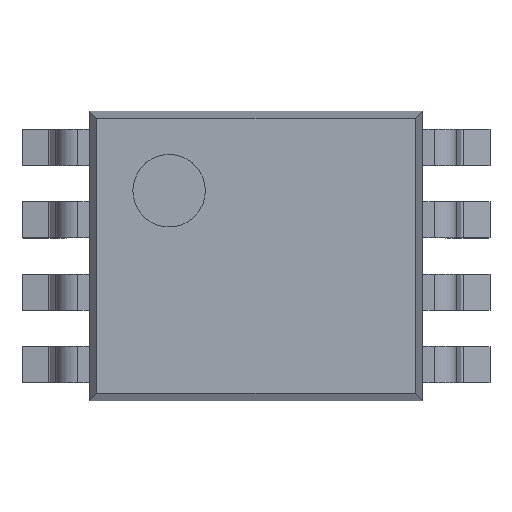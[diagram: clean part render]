
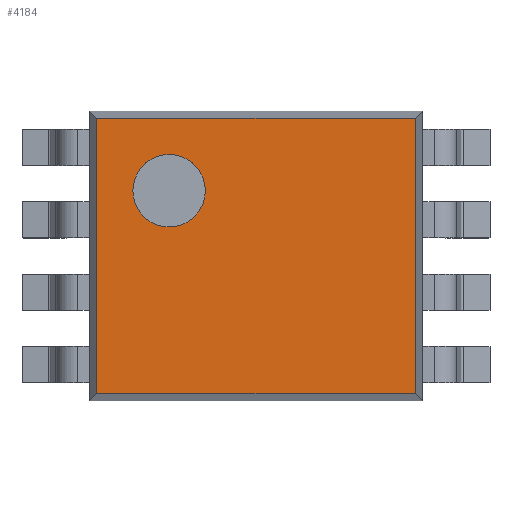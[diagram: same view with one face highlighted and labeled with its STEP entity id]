
A CAD part, top view. The second image highlights one B-rep face of the part: STEP entity #4184.
In plain terms, the highlighted free-form (B-spline) face has degree [1, 1] with [2, 2] control points.
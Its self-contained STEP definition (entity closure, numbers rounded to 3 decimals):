
#3799=CARTESIAN_POINT('',(-0.35,0.45,0.9));
#3800=VERTEX_POINT('',#3799);
#3809=CARTESIAN_POINT('',(-0.85,0.45,0.9));
#3810=VERTEX_POINT('',#3809);
#3811=CARTESIAN_POINT('',(-0.6,0.45,0.9));
#3812=DIRECTION('',(0.0,0.0,-1.0));
#3813=DIRECTION('',(1.0,0.0,0.0));
#3814=AXIS2_PLACEMENT_3D('',#3811,#3812,#3813);
#3815=CIRCLE('',#3814,0.25);
#3816=EDGE_CURVE('',#3810,#3800,#3815,.T.);
#3850=CARTESIAN_POINT('',(-0.6,0.45,0.9));
#3851=DIRECTION('',(0.0,0.0,-1.0));
#3852=DIRECTION('',(1.0,0.0,0.0));
#3853=AXIS2_PLACEMENT_3D('',#3850,#3851,#3852);
#3854=CIRCLE('',#3853,0.25);
#3855=EDGE_CURVE('',#3800,#3810,#3854,.T.);
#4066=CARTESIAN_POINT('',(1.1,-0.95,0.9));
#4067=VERTEX_POINT('',#4066);
#4068=CARTESIAN_POINT('',(-1.1,-0.95,0.9));
#4069=VERTEX_POINT('',#4068);
#4070=CARTESIAN_POINT('',(1.1,-0.95,0.9));
#4071=DIRECTION('',(-1.0,0.0,0.0));
#4072=VECTOR('',#4071,2.2);
#4073=LINE('',#4070,#4072);
#4074=EDGE_CURVE('',#4067,#4069,#4073,.T.);
#4097=CARTESIAN_POINT('',(-1.1,0.95,0.9));
#4098=VERTEX_POINT('',#4097);
#4099=CARTESIAN_POINT('',(-1.1,-0.95,0.9));
#4100=DIRECTION('',(0.0,1.0,0.0));
#4101=VECTOR('',#4100,1.9);
#4102=LINE('',#4099,#4101);
#4103=EDGE_CURVE('',#4069,#4098,#4102,.T.);
#4128=CARTESIAN_POINT('',(1.1,0.95,0.9));
#4129=VERTEX_POINT('',#4128);
#4130=CARTESIAN_POINT('',(-1.1,0.95,0.9));
#4131=DIRECTION('',(1.0,0.0,0.0));
#4132=VECTOR('',#4131,2.2);
#4133=LINE('',#4130,#4132);
#4134=EDGE_CURVE('',#4098,#4129,#4133,.T.);
#4157=CARTESIAN_POINT('',(1.1,0.95,0.9));
#4158=DIRECTION('',(0.0,-1.0,0.0));
#4159=VECTOR('',#4158,1.9);
#4160=LINE('',#4157,#4159);
#4161=EDGE_CURVE('',#4129,#4067,#4160,.T.);
#4169=CARTESIAN_POINT('',(-1.1,-0.95,0.9));
#4170=CARTESIAN_POINT('',(1.1,-0.95,0.9));
#4171=CARTESIAN_POINT('',(-1.1,0.95,0.9));
#4172=CARTESIAN_POINT('',(1.1,0.95,0.9));
#4173=B_SPLINE_SURFACE_WITH_KNOTS('',1,1,((#4169,#4171),(#4170,#4172)),.UNSPECIFIED.,.F.,.F.,.U.,(2,2),(2,2),(0.0,2.2),(0.0,1.9),.UNSPECIFIED.);
#4174=ORIENTED_EDGE('',*,*,#4074,.F.);
#4175=ORIENTED_EDGE('',*,*,#4161,.F.);
#4176=ORIENTED_EDGE('',*,*,#4134,.F.);
#4177=ORIENTED_EDGE('',*,*,#4103,.F.);
#4178=EDGE_LOOP('',(#4174,#4175,#4176,#4177));
#4179=FACE_OUTER_BOUND('',#4178,.T.);
#4180=ORIENTED_EDGE('',*,*,#3855,.T.);
#4181=ORIENTED_EDGE('',*,*,#3816,.T.);
#4182=EDGE_LOOP('',(#4180,#4181));
#4183=FACE_BOUND('',#4182,.T.);
#4184=ADVANCED_FACE('',(#4179,#4183),#4173,.T.);
